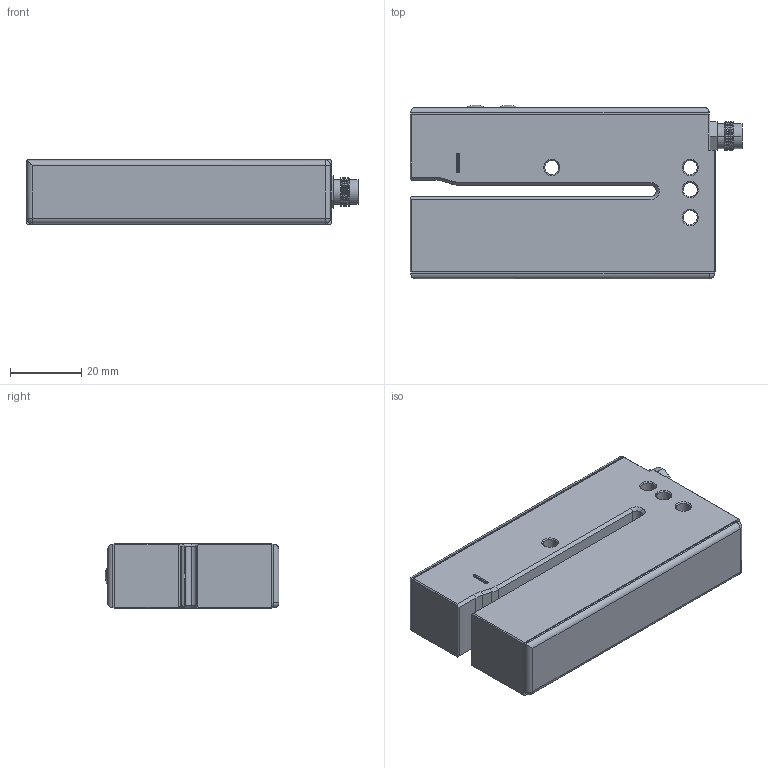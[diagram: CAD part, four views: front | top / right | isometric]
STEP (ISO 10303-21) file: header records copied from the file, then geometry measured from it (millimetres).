
FILE_DESCRIPTION (( 'STEP AP203' ), '1' );
FILE_NAME ('KUM08-0307.STEP', '2016-06-30T07:34:02', ( '' ), ( '' ), 'SwSTEP 2.0', 'SolidWorks 2013', '' );
FILE_SCHEMA (( 'CONFIG_CONTROL_DESIGN' ));
Length unit declared in the file: millimetre
Products named in the file (1): KUM08-0307
Bounding box: 93 x 48.7 x 18.2 mm (x, y, z)
Volume: 53692.7 mm3; surface area: 20809.9 mm2
Topology: 1 solids, 2 shells, 203 faces, 504 edges, 316 vertices
Faces by surface type: plane 97, cylinder 67, cone 24, torus 8, sphere 5, bspline 2
Entity records: 6394 total; most frequent: CARTESIAN_POINT 1511, DIRECTION 1009, ORIENTED_EDGE 990, EDGE_CURVE 495, AXIS2_PLACEMENT_3D 345, VECTOR 319, LINE 319, VERTEX_POINT 312
